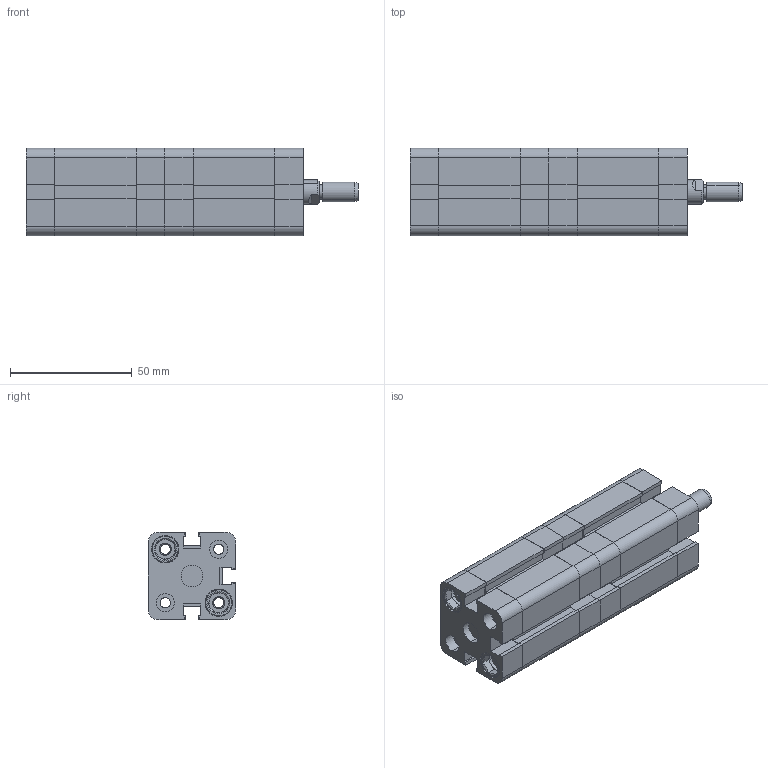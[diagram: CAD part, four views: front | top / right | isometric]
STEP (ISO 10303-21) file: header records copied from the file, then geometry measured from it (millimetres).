
FILE_DESCRIPTION (( 'STEP AP214' ), '1' );
FILE_NAME ('SM_019_020_0020_NP.STEP', '2019-11-21T14:41:26', ( '' ), ( '' ), 'SwSTEP 2.0', 'SolidWorks 2019', '' );
FILE_SCHEMA (( 'AUTOMOTIVE_DESIGN' ));
Length unit declared in the file: millimetre
Products named in the file (25): Kopia Magnes^T³ok kpl_TANDEM_Magnes D020; Kopia SMART - U. t³oka wklejana^T³ok kpl_TANDEM_U. tˆoka wklejana - D020; Tuleja^TANDEM_Tuleja - D020; Pokrywa przód kpl^TANDEM_Pokrywa prz¢d kpl - D020; Kopia SMART - U. t³oczyska^Pokrywa przód kpl_TANDEM_U. tˆoczyska - D020; Kopia SMART - U. t硂ka lu焠a^T硂k kpl_TANDEM_U. t坥ka lu玭a - D020; T³oczysko^TANDEM_Tˆoczysko - D020; T硂k kpl^TANDEM_T坥k kpl - D020; Kopia SMART - U. typ Oring - pokrywa^Pokrywa ty³ kpl_TANDEM 2_U. typ Oring - D020; Kopia Pokrywa ty³^Pokrywa ty³ kpl_TANDEM 2_Smart - Pok tyˆ - D020; T³oczysko^TANDEM - 2_Tˆoczysko - D020; socket set screw flat point_iso_ISO 4026 - M5 x 25-N; Kopia SMART - U. t³oka S^T³ok kpl_TANDEM_U. tˆoka S - D020; Kopia T硂k^T硂k kpl_TANDEM_T坥k - D020; Kopia Pokrywa przód_Smart - Pok prz¢d - D020; Kopia SMART - U. typ Oring - pokrywa^Pokrywa przód kpl_TANDEM_U. typ Oring - D020; Kopia Tuleja prowadz¹ca^Pokrywa przód kpl_TANDEM_Tuleja prowadz¥ca - D020; Pokrywa ty³ kpl^TANDEM 2_Pok tyˆ - D020; socket head thin cap screw_din_DIN 7984 - M5 x 18 --- 15.6N; Kopia Pierœcieñ prowadz¹cy^T³ok kpl_TANDEM_Pier˜cieä prowadz¥cy D020; SM_019_020_0020_NP; Œruba specjalna M8_M5^TANDEM
Assembly tree (46 placements, depth 3):
  SM_019_020_0020_NP
    Pokrywa przód kpl^TANDEM_Pokrywa prz¢d kpl - D020
      Kopia Pokrywa przód_Smart - Pok prz¢d - D020
      Kopia SMART - U. typ Oring - pokrywa^Pokrywa przód kpl_TANDEM_U. typ Oring - D020
      Kopia Tuleja prowadz¹ca^Pokrywa przód kpl_TANDEM_Tuleja prowadz¥ca - D020
      Kopia SMART - U. t³oczyska^Pokrywa przód kpl_TANDEM_U. tˆoczyska - D020
    Tuleja^TANDEM_Tuleja - D020  x2
    T硂k kpl^TANDEM_T坥k kpl - D020
      Kopia T硂k^T硂k kpl_TANDEM_T坥k - D020
      Kopia Magnes^T³ok kpl_TANDEM_Magnes D020
      Kopia Pierœcieñ prowadz¹cy^T³ok kpl_TANDEM_Pier˜cieä prowadz¥cy D020
      Kopia SMART - U. t硂ka lu焠a^T硂k kpl_TANDEM_U. t坥ka lu玭a - D020
      Kopia SMART - U. t³oka wklejana^T³ok kpl_TANDEM_U. tˆoka wklejana - D020
      Kopia SMART - U. t³oka S^T³ok kpl_TANDEM_U. tˆoka S - D020
    T³oczysko^TANDEM_Tˆoczysko - D020
    Œruba specjalna M8_M5^TANDEM  x8
    socket head thin cap screw_din_DIN 7984 - M5 x 18 --- 15.6N
    Pokrywa przód kpl^TANDEM_Pokrywa prz¢d kpl - D020
      Kopia Pokrywa przód_Smart - Pok prz¢d - D020
      Kopia SMART - U. typ Oring - pokrywa^Pokrywa przód kpl_TANDEM_U. typ Oring - D020
      Kopia Tuleja prowadz¹ca^Pokrywa przód kpl_TANDEM_Tuleja prowadz¥ca - D020
      Kopia SMART - U. t³oczyska^Pokrywa przód kpl_TANDEM_U. tˆoczyska - D020
    Pokrywa przód kpl^TANDEM_Pokrywa prz¢d kpl - D020
      Kopia Pokrywa przód_Smart - Pok prz¢d - D020
      Kopia SMART - U. typ Oring - pokrywa^Pokrywa przód kpl_TANDEM_U. typ Oring - D020
      Kopia Tuleja prowadz¹ca^Pokrywa przód kpl_TANDEM_Tuleja prowadz¥ca - D020
      Kopia SMART - U. t³oczyska^Pokrywa przód kpl_TANDEM_U. tˆoczyska - D020
    T硂k kpl^TANDEM_T坥k kpl - D020
      Kopia T硂k^T硂k kpl_TANDEM_T坥k - D020
      Kopia Magnes^T³ok kpl_TANDEM_Magnes D020
      Kopia Pierœcieñ prowadz¹cy^T³ok kpl_TANDEM_Pier˜cieä prowadz¥cy D020
      Kopia SMART - U. t硂ka lu焠a^T硂k kpl_TANDEM_U. t坥ka lu玭a - D020
      Kopia SMART - U. t³oka wklejana^T³ok kpl_TANDEM_U. tˆoka wklejana - D020
      Kopia SMART - U. t³oka S^T³ok kpl_TANDEM_U. tˆoka S - D020
    socket set screw flat point_iso_ISO 4026 - M5 x 25-N
    Pokrywa ty³ kpl^TANDEM 2_Pok tyˆ - D020
      Kopia Pokrywa ty³^Pokrywa ty³ kpl_TANDEM 2_Smart - Pok tyˆ - D020
      Kopia SMART - U. typ Oring - pokrywa^Pokrywa ty³ kpl_TANDEM 2_U. typ Oring - D020
    T³oczysko^TANDEM - 2_Tˆoczysko - D020
Bounding box: 136.5 x 36 x 36 mm (x, y, z)
Volume: 109421.4 mm3; surface area: 77630.2 mm2
Topology: 42 solids, 42 shells, 1550 faces, 3672 edges, 2331 vertices
Faces by surface type: plane 723, cylinder 408, cone 231, bspline 168, torus 20
Entity records: 25726 total; most frequent: CARTESIAN_POINT 8467, ORIENTED_EDGE 3314, DIRECTION 3264, EDGE_CURVE 1657, AXIS2_PLACEMENT_3D 1149, VERTEX_POINT 1071, VECTOR 966, LINE 966
